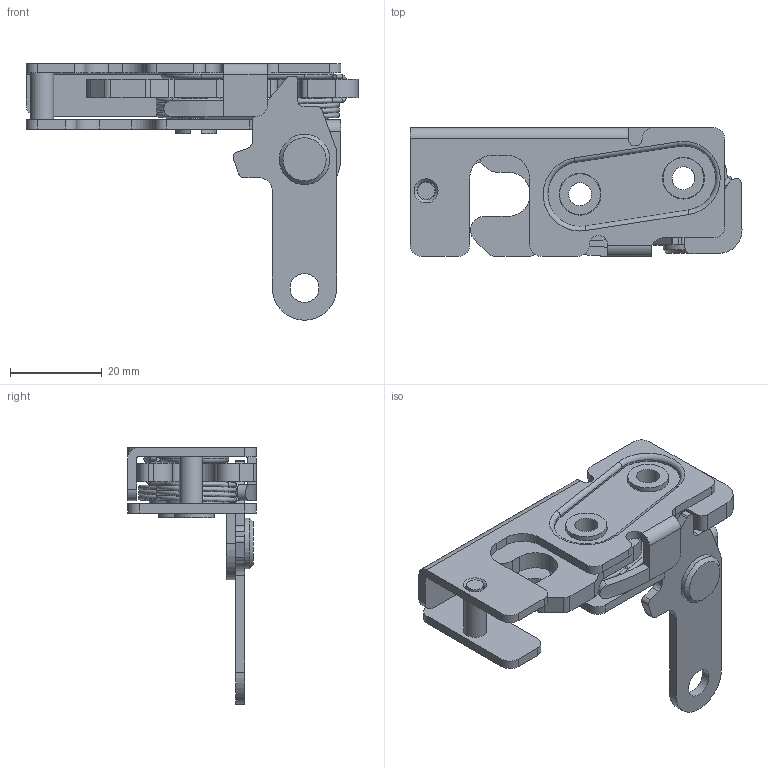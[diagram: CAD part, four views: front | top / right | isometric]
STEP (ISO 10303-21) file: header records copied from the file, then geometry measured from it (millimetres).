
FILE_DESCRIPTION(('STEP AP214'),'1');
FILE_NAME('2800.1.5.2.1.001.step','2017-11-22T11:08:54',(' '),(' '),'Spatial InterOp 3D',' ',' ');
FILE_SCHEMA(('automotive_design'));
Length unit declared in the file: millimetre
Products named in the file (11): _339; _341; _343; _345; _347; _349; _355; _357; 33003181; 1
Bounding box: 72.24 x 28 x 55.8 mm (x, y, z)
Volume: 14594.1 mm3; surface area: 16682.1 mm2
Topology: 10 solids, 10 shells, 260 faces, 669 edges, 442 vertices
Faces by surface type: cylinder 126, plane 120, torus 8, cone 3, bspline 3
Full cylindrical faces by diameter (mm): 1 x7, 3.7 x2, 4 x2, 5 x4, 5.1 x1, 6.3 x1, 6.7 x1, 7 x1, 8.9 x2, 9.1 x2, 10.5 x2, 10.8 x2, 11 x1, 12.7 x2
Entity records: 11365 total; most frequent: CARTESIAN_POINT 2636, DIRECTION 1432, ORIENTED_EDGE 1268, EDGE_CURVE 634, AXIS2_PLACEMENT_3D 536, VERTEX_POINT 430, LINE 360, VECTOR 360
